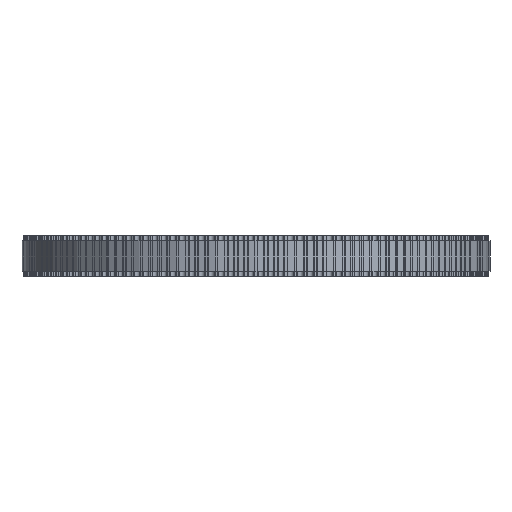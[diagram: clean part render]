
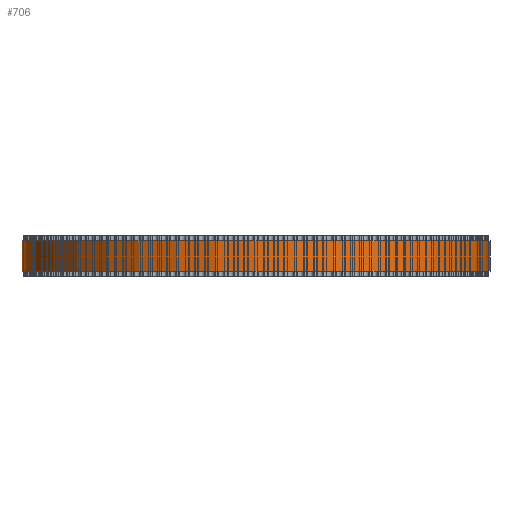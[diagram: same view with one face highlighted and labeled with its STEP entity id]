
A CAD part, front view. The second image highlights one B-rep face of the part: STEP entity #706.
In plain terms, the highlighted cylindrical face has radius 46.473 mm (diameter 92.946 mm), a full revolution.
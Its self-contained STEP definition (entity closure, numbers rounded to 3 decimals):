
#97=FACE_BOUND('',#2464,.T.);
#98=FACE_BOUND('',#2465,.T.);
#706=ADVANCED_FACE('',(#97,#98),#1291,.T.);
#1291=CYLINDRICAL_SURFACE('',#12991,46.473);
#2464=EDGE_LOOP('',(#7138));
#2465=EDGE_LOOP('',(#7139));
#7138=ORIENTED_EDGE('',*,*,#10062,.T.);
#7139=ORIENTED_EDGE('',*,*,#10063,.T.);
#8308=VERTEX_POINT('',#20600);
#8309=VERTEX_POINT('',#20602);
#10062=EDGE_CURVE('',#8308,#8308,#11232,.T.);
#10063=EDGE_CURVE('',#8309,#8309,#11233,.T.);
#11232=CIRCLE('',#12989,46.473);
#11233=CIRCLE('',#12990,46.473);
#12989=AXIS2_PLACEMENT_3D('',#20599,#17086,#17087);
#12990=AXIS2_PLACEMENT_3D('',#20601,#17088,#17089);
#12991=AXIS2_PLACEMENT_3D('',#20603,#17090,#17091);
#17086=DIRECTION('',(0.,0.,1.));
#17087=DIRECTION('',(1.,0.,0.));
#17088=DIRECTION('',(0.,0.,-1.));
#17089=DIRECTION('',(1.,0.,0.));
#17090=DIRECTION('',(0.,0.,1.));
#17091=DIRECTION('',(1.,0.,0.));
#20599=CARTESIAN_POINT('',(0.,0.,1.));
#20600=CARTESIAN_POINT('',(46.473,0.,1.));
#20601=CARTESIAN_POINT('',(0.,0.,7.));
#20602=CARTESIAN_POINT('',(46.473,0.,7.));
#20603=CARTESIAN_POINT('',(0.,0.,1.));
